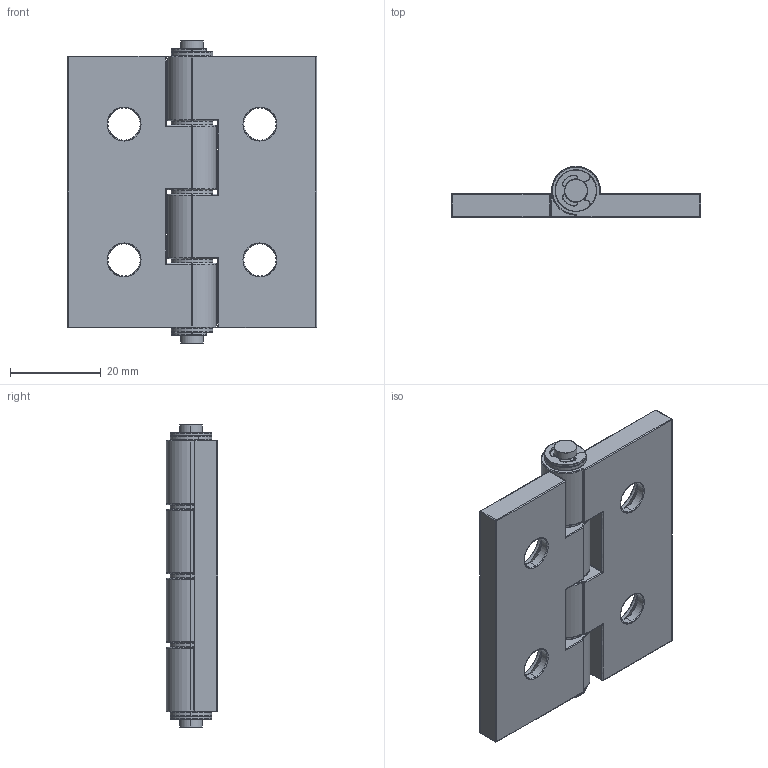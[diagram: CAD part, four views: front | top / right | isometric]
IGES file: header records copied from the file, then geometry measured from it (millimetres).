
Start section: SolidWorks IGES file using analytic representation for surfaces
Global section: file name: OH-736_3D.IGS; native system: SolidWorks 2020; preprocessor: SolidWorks 2020; author: user; date: 250109.130636; units: millimetre
Bounding box: 55 x 11.3 x 66.7 mm (x, y, z)
Surface area: 12016.3 mm2 (no closed solid volume)
Topology: 0 solids, 0 shells, 516 faces, 4290 edges, 4264 vertices
Faces by surface type: bspline 300, revolution 216
